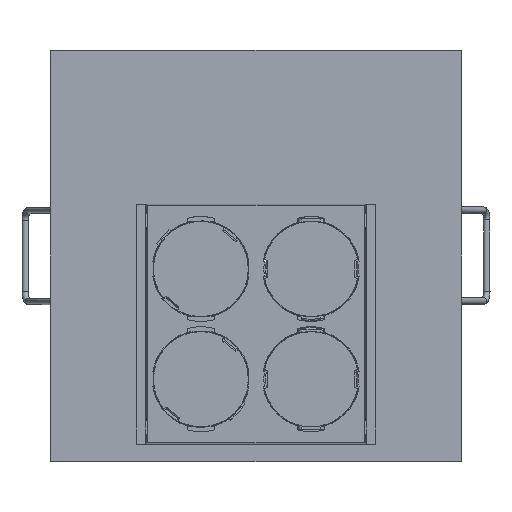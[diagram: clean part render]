
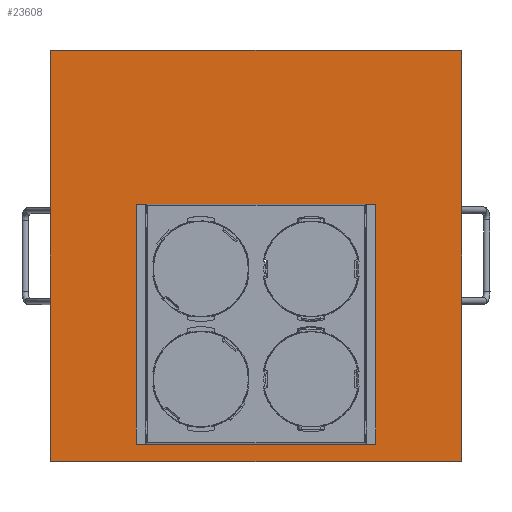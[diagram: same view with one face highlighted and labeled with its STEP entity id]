
A CAD part, front view. The second image highlights one B-rep face of the part: STEP entity #23608.
In plain terms, the highlighted planar face has unit normal (0, -1, 0).
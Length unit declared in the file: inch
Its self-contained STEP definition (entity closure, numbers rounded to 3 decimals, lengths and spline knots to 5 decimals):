
#2674 = CARTESIAN_POINT ( 'NONE',  ( 1.235, -0.0747, -1.25 ) ) ;
#2722 = CARTESIAN_POINT ( 'NONE',  ( 0.1025, -0.0747, -0.11958 ) ) ;
#3738 = VERTEX_POINT ( 'NONE', #7090 ) ;
#3776 = VERTEX_POINT ( 'NONE', #2674 ) ;
#3802 = VERTEX_POINT ( 'NONE', #2722 ) ;
#3878 = VERTEX_POINT ( 'NONE', #4580 ) ;
#3915 = VERTEX_POINT ( 'NONE', #4617 ) ;
#3921 = VERTEX_POINT ( 'NONE', #4623 ) ;
#4009 = VERTEX_POINT ( 'NONE', #14692 ) ;
#4021 = VERTEX_POINT ( 'NONE', #14704 ) ;
#4183 = VERTEX_POINT ( 'NONE', #14782 ) ;
#4291 = VERTEX_POINT ( 'NONE', #4657 ) ;
#4359 = VERTEX_POINT ( 'NONE', #7132 ) ;
#4371 = VERTEX_POINT ( 'NONE', #7145 ) ;
#4494 = EDGE_LOOP ( 'NONE', ( #6760, #6761, #6596, #6506, #6988, #6906, #6689, #6520 ) ) ;
#4497 = EDGE_LOOP ( 'NONE', ( #6963, #6510, #6788, #7047 ) ) ;
#4580 = CARTESIAN_POINT ( 'NONE',  ( 1.25, -0.0747, 1.235 ) ) ;
#4617 = CARTESIAN_POINT ( 'NONE',  ( -1.25, -0.0747, -1.235 ) ) ;
#4623 = CARTESIAN_POINT ( 'NONE',  ( 0.1025, -0.0747, 0.11958 ) ) ;
#4657 = CARTESIAN_POINT ( 'NONE',  ( -1.25, -0.0747, 1.235 ) ) ;
#6506 = ORIENTED_EDGE ( 'NONE', *, *, #11596, .T. ) ;
#6510 = ORIENTED_EDGE ( 'NONE', *, *, #11593, .T. ) ;
#6520 = ORIENTED_EDGE ( 'NONE', *, *, #11598, .T. ) ;
#6596 = ORIENTED_EDGE ( 'NONE', *, *, #11579, .F. ) ;
#6689 = ORIENTED_EDGE ( 'NONE', *, *, #11573, .F. ) ;
#6760 = ORIENTED_EDGE ( 'NONE', *, *, #11590, .F. ) ;
#6761 = ORIENTED_EDGE ( 'NONE', *, *, #11575, .T. ) ;
#6788 = ORIENTED_EDGE ( 'NONE', *, *, #11594, .T. ) ;
#6906 = ORIENTED_EDGE ( 'NONE', *, *, #11597, .T. ) ;
#6963 = ORIENTED_EDGE ( 'NONE', *, *, #11592, .T. ) ;
#6988 = ORIENTED_EDGE ( 'NONE', *, *, #11569, .F. ) ;
#7047 = ORIENTED_EDGE ( 'NONE', *, *, #11595, .T. ) ;
#7090 = CARTESIAN_POINT ( 'NONE',  ( -1.235, -0.0747, 1.25 ) ) ;
#7132 = CARTESIAN_POINT ( 'NONE',  ( -0.1025, -0.0747, -0.11958 ) ) ;
#7145 = CARTESIAN_POINT ( 'NONE',  ( -0.1025, -0.0747, 0.11958 ) ) ;
#10619 = FACE_BOUND ( 'NONE', #4497, .T. ) ;
#10626 = FACE_OUTER_BOUND ( 'NONE', #4494, .T. ) ;
#11569 = EDGE_CURVE ( 'NONE', #3738, #4021, #24026, .T. ) ;
#11573 = EDGE_CURVE ( 'NONE', #3915, #4291, #24028, .T. ) ;
#11575 = EDGE_CURVE ( 'NONE', #3776, #4009, #24040, .T. ) ;
#11579 = EDGE_CURVE ( 'NONE', #3878, #4009, #24043, .T. ) ;
#11590 = EDGE_CURVE ( 'NONE', #3776, #4183, #24064, .T. ) ;
#11592 = EDGE_CURVE ( 'NONE', #4371, #3921, #24067, .T. ) ;
#11593 = EDGE_CURVE ( 'NONE', #3921, #3802, #24054, .T. ) ;
#11594 = EDGE_CURVE ( 'NONE', #3802, #4359, #24070, .T. ) ;
#11595 = EDGE_CURVE ( 'NONE', #4359, #4371, #24072, .T. ) ;
#11596 = EDGE_CURVE ( 'NONE', #3878, #4021, #24073, .T. ) ;
#11597 = EDGE_CURVE ( 'NONE', #3738, #4291, #24075, .T. ) ;
#11598 = EDGE_CURVE ( 'NONE', #3915, #4183, #24076, .T. ) ;
#12246 = PLANE ( 'NONE',  #17338 ) ;
#12254 = CARTESIAN_POINT ( 'NONE',  ( 0., -0.0747, 0. ) ) ;
#12255 = DIRECTION ( 'NONE',  ( 0., -1., 0. ) ) ;
#12256 = DIRECTION ( 'NONE',  ( 0., 0., -1. ) ) ;
#14472 = AXIS2_PLACEMENT_3D ( 'NONE', #16656, #16657, #16658 ) ;
#14479 = AXIS2_PLACEMENT_3D ( 'NONE', #16698, #16699, #16700 ) ;
#14480 = AXIS2_PLACEMENT_3D ( 'NONE', #16701, #16702, #16703 ) ;
#14481 = AXIS2_PLACEMENT_3D ( 'NONE', #16704, #16705, #16706 ) ;
#14482 = AXIS2_PLACEMENT_3D ( 'NONE', #16709, #16710, #16711 ) ;
#14483 = AXIS2_PLACEMENT_3D ( 'NONE', #16712, #16713, #16714 ) ;
#14692 = CARTESIAN_POINT ( 'NONE',  ( 1.25, -0.0747, -1.235 ) ) ;
#14704 = CARTESIAN_POINT ( 'NONE',  ( 1.235, -0.0747, 1.25 ) ) ;
#14782 = CARTESIAN_POINT ( 'NONE',  ( -1.235, -0.0747, -1.25 ) ) ;
#16629 = CARTESIAN_POINT ( 'NONE',  ( 1.25, -0.0747, 1.25 ) ) ;
#16640 = CARTESIAN_POINT ( 'NONE',  ( -1.25, -0.0747, -1.25 ) ) ;
#16643 = DIRECTION ( 'NONE',  ( 1., 0., 0. ) ) ;
#16651 = DIRECTION ( 'NONE',  ( 0., 0., 1. ) ) ;
#16656 = CARTESIAN_POINT ( 'NONE',  ( 1.235, -0.0747, -1.235 ) ) ;
#16657 = DIRECTION ( 'NONE',  ( 0., -1., 0. ) ) ;
#16658 = DIRECTION ( 'NONE',  ( 0., 0., -1. ) ) ;
#16660 = CARTESIAN_POINT ( 'NONE',  ( 1.25, -0.0747, -1.25 ) ) ;
#16665 = DIRECTION ( 'NONE',  ( 0., 0., -1. ) ) ;
#16684 = CARTESIAN_POINT ( 'NONE',  ( 1.25, -0.0747, -1.25 ) ) ;
#16685 = DIRECTION ( 'NONE',  ( -1., 0., 0. ) ) ;
#16689 = DIRECTION ( 'NONE',  ( 0., 0., -1. ) ) ;
#16695 = DIRECTION ( 'NONE',  ( 0., 0., 1. ) ) ;
#16696 = CARTESIAN_POINT ( 'NONE',  ( -0.1025, -0.0747, -0.11958 ) ) ;
#16697 = CARTESIAN_POINT ( 'NONE',  ( 0.1025, -0.0747, -0.11958 ) ) ;
#16698 = CARTESIAN_POINT ( 'NONE',  ( 0., -0.0747, 0. ) ) ;
#16699 = DIRECTION ( 'NONE',  ( 0., 1., 0. ) ) ;
#16700 = DIRECTION ( 'NONE',  ( 0., 0., 1. ) ) ;
#16701 = CARTESIAN_POINT ( 'NONE',  ( 0., -0.0747, 0. ) ) ;
#16702 = DIRECTION ( 'NONE',  ( 0., 1., 0. ) ) ;
#16703 = DIRECTION ( 'NONE',  ( 0., 0., 1. ) ) ;
#16704 = CARTESIAN_POINT ( 'NONE',  ( 1.235, -0.0747, 1.235 ) ) ;
#16705 = DIRECTION ( 'NONE',  ( 0., -1., 0. ) ) ;
#16706 = DIRECTION ( 'NONE',  ( 0., 0., -1. ) ) ;
#16709 = CARTESIAN_POINT ( 'NONE',  ( -1.235, -0.0747, 1.235 ) ) ;
#16710 = DIRECTION ( 'NONE',  ( 0., -1., 0. ) ) ;
#16711 = DIRECTION ( 'NONE',  ( 0., 0., -1. ) ) ;
#16712 = CARTESIAN_POINT ( 'NONE',  ( -1.235, -0.0747, -1.235 ) ) ;
#16713 = DIRECTION ( 'NONE',  ( 0., -1., 0. ) ) ;
#16714 = DIRECTION ( 'NONE',  ( 0., 0., -1. ) ) ;
#17338 = AXIS2_PLACEMENT_3D ( 'NONE', #12254, #12255, #12256 ) ;
#23608 = ADVANCED_FACE ( 'NONE', ( #10619, #10626 ), #12246, .T. ) ;
#24026 = LINE ( 'NONE', #16629, #24031 ) ;
#24028 = LINE ( 'NONE', #16640, #24039 ) ;
#24031 = VECTOR ( 'NONE', #16643, 39.37008 ) ;
#24039 = VECTOR ( 'NONE', #16651, 39.37008 ) ;
#24040 = CIRCLE ( 'NONE', #14472, 0.015 ) ;
#24043 = LINE ( 'NONE', #16660, #24049 ) ;
#24049 = VECTOR ( 'NONE', #16665, 39.37008 ) ;
#24054 = LINE ( 'NONE', #16697, #24071 ) ;
#24064 = LINE ( 'NONE', #16684, #24066 ) ;
#24066 = VECTOR ( 'NONE', #16685, 39.37008 ) ;
#24067 = CIRCLE ( 'NONE', #14479, 0.1575 ) ;
#24070 = CIRCLE ( 'NONE', #14480, 0.1575 ) ;
#24071 = VECTOR ( 'NONE', #16689, 39.37008 ) ;
#24072 = LINE ( 'NONE', #16696, #24074 ) ;
#24073 = CIRCLE ( 'NONE', #14481, 0.015 ) ;
#24074 = VECTOR ( 'NONE', #16695, 39.37008 ) ;
#24075 = CIRCLE ( 'NONE', #14482, 0.015 ) ;
#24076 = CIRCLE ( 'NONE', #14483, 0.015 ) ;
